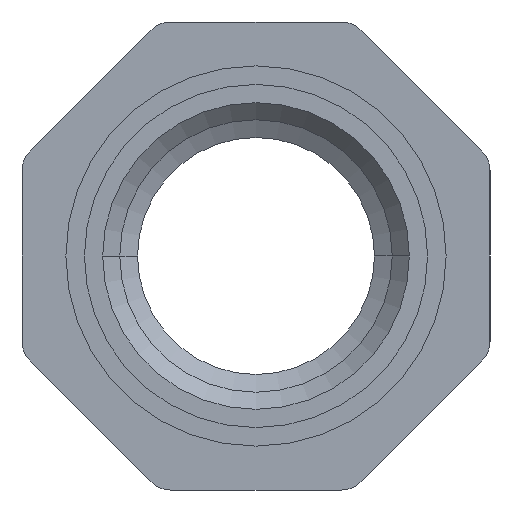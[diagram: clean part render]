
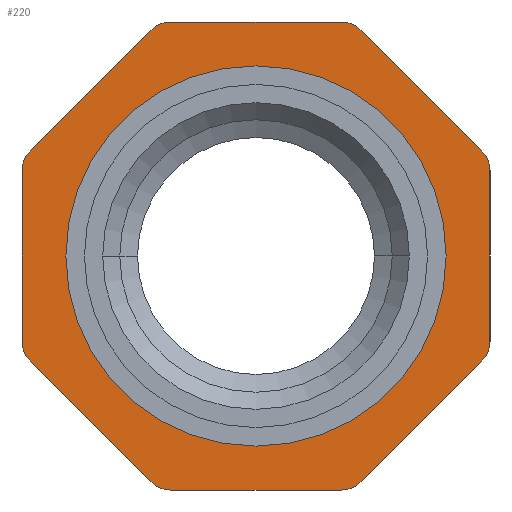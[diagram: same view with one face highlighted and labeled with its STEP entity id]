
A CAD part, left-side view. The second image highlights one B-rep face of the part: STEP entity #220.
In plain terms, the highlighted planar face has unit normal (-1, 0, 0).
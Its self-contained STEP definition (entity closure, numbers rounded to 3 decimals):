
#220 = ADVANCED_FACE( '', ( #618, #619 ), #620, .T. );
#228 = VERTEX_POINT( '', #628 );
#248 = EDGE_CURVE( '', #534, #350, #650, .T. );
#254 = VERTEX_POINT( '', #657 );
#256 = EDGE_CURVE( '', #440, #424, #659, .T. );
#266 = EDGE_CURVE( '', #350, #368, #669, .T. );
#288 = EDGE_CURVE( '', #554, #356, #695, .T. );
#290 = EDGE_CURVE( '', #528, #478, #697, .T. );
#292 = VERTEX_POINT( '', #699 );
#300 = EDGE_CURVE( '', #292, #534, #708, .T. );
#310 = VERTEX_POINT( '', #721 );
#330 = VERTEX_POINT( '', #745 );
#344 = EDGE_CURVE( '', #368, #330, #759, .T. );
#348 = VERTEX_POINT( '', #764 );
#350 = VERTEX_POINT( '', #766 );
#356 = VERTEX_POINT( '', #773 );
#358 = VERTEX_POINT( '', #775 );
#360 = EDGE_CURVE( '', #330, #528, #777, .T. );
#368 = VERTEX_POINT( '', #785 );
#408 = EDGE_CURVE( '', #356, #254, #829, .T. );
#418 = EDGE_CURVE( '', #424, #228, #840, .T. );
#424 = VERTEX_POINT( '', #847 );
#440 = VERTEX_POINT( '', #865 );
#454 = VERTEX_POINT( '', #881 );
#476 = EDGE_CURVE( '', #454, #502, #904, .T. );
#478 = VERTEX_POINT( '', #906 );
#480 = EDGE_CURVE( '', #348, #292, #908, .T. );
#482 = EDGE_CURVE( '', #478, #440, #910, .T. );
#494 = EDGE_CURVE( '', #228, #554, #924, .T. );
#502 = VERTEX_POINT( '', #933 );
#506 = EDGE_CURVE( '', #502, #348, #937, .T. );
#528 = VERTEX_POINT( '', #960 );
#534 = VERTEX_POINT( '', #967 );
#538 = EDGE_CURVE( '', #310, #358, #972, .T. );
#554 = VERTEX_POINT( '', #988 );
#558 = EDGE_CURVE( '', #358, #310, #992, .T. );
#582 = EDGE_CURVE( '', #254, #454, #1020, .T. );
#618 = FACE_OUTER_BOUND( '', #1048, .T. );
#619 = FACE_BOUND( '', #1049, .T. );
#620 = PLANE( '', #1050 );
#628 = CARTESIAN_POINT( '', ( -43., 5.84, 16. ) );
#650 = CIRCLE( '', #1094, 1.9 );
#657 = CARTESIAN_POINT( '', ( -43., 16., 5.84 ) );
#659 = CIRCLE( '', #1105, 1.9 );
#669 = LINE( '', #1122, #1123 );
#695 = LINE( '', #1159, #1160 );
#697 = CIRCLE( '', #1163, 1.9 );
#699 = CARTESIAN_POINT( '', ( -43., 5.84, -16. ) );
#708 = LINE( '', #1176, #1177 );
#721 = CARTESIAN_POINT( '', ( -43., 13., 0. ) );
#745 = CARTESIAN_POINT( '', ( -43., -16., -5.84 ) );
#759 = CIRCLE( '', #1241, 1.9 );
#764 = CARTESIAN_POINT( '', ( -43., 7.184, -15.444 ) );
#766 = CARTESIAN_POINT( '', ( -43., -7.184, -15.444 ) );
#773 = CARTESIAN_POINT( '', ( -43., 15.444, 7.184 ) );
#775 = CARTESIAN_POINT( '', ( -43., -13., 0. ) );
#777 = LINE( '', #1261, #1262 );
#785 = CARTESIAN_POINT( '', ( -43., -15.444, -7.184 ) );
#829 = CIRCLE( '', #1331, 1.9 );
#840 = LINE( '', #1347, #1348 );
#847 = CARTESIAN_POINT( '', ( -43., -5.84, 16. ) );
#865 = CARTESIAN_POINT( '', ( -43., -7.184, 15.444 ) );
#881 = CARTESIAN_POINT( '', ( -43., 16., -5.84 ) );
#904 = CIRCLE( '', #1438, 1.9 );
#906 = CARTESIAN_POINT( '', ( -43., -15.444, 7.184 ) );
#908 = CIRCLE( '', #1443, 1.9 );
#910 = LINE( '', #1446, #1447 );
#924 = CIRCLE( '', #1462, 1.9 );
#933 = CARTESIAN_POINT( '', ( -43., 15.444, -7.184 ) );
#937 = LINE( '', #1478, #1479 );
#960 = CARTESIAN_POINT( '', ( -43., -16., 5.84 ) );
#967 = CARTESIAN_POINT( '', ( -43., -5.84, -16. ) );
#972 = CIRCLE( '', #1518, 13. );
#988 = CARTESIAN_POINT( '', ( -43., 7.184, 15.444 ) );
#992 = CIRCLE( '', #1546, 13. );
#1020 = LINE( '', #1584, #1585 );
#1048 = EDGE_LOOP( '', ( #1622, #1623, #1624, #1625, #1626, #1627, #1628, #1629, #1630, #1631, #1632, #1633, #1634, #1635, #1636, #1637 ) );
#1049 = EDGE_LOOP( '', ( #1638, #1639 ) );
#1050 = AXIS2_PLACEMENT_3D( '', #1640, #1641, #1642 );
#1094 = AXIS2_PLACEMENT_3D( '', #1668, #1669, #1670 );
#1105 = AXIS2_PLACEMENT_3D( '', #1682, #1683, #1684 );
#1122 = CARTESIAN_POINT( '', ( -43., -9.087, -13.54 ) );
#1123 = VECTOR( '', #1688, 1. );
#1159 = CARTESIAN_POINT( '', ( -43., 17.67, 4.957 ) );
#1160 = VECTOR( '', #1728, 1. );
#1163 = AXIS2_PLACEMENT_3D( '', #1729, #1730, #1731 );
#1176 = CARTESIAN_POINT( '', ( -43., 5.663, -16. ) );
#1177 = VECTOR( '', #1743, 1. );
#1241 = AXIS2_PLACEMENT_3D( '', #1800, #1801, #1802 );
#1261 = CARTESIAN_POINT( '', ( -43., -16., 2.92 ) );
#1262 = VECTOR( '', #1822, 1. );
#1331 = AXIS2_PLACEMENT_3D( '', #1882, #1883, #1884 );
#1347 = CARTESIAN_POINT( '', ( -43., 11.504, 16. ) );
#1348 = VECTOR( '', #1895, 1. );
#1438 = AXIS2_PLACEMENT_3D( '', #1971, #1972, #1973 );
#1443 = AXIS2_PLACEMENT_3D( '', #1974, #1975, #1976 );
#1446 = CARTESIAN_POINT( '', ( -43., -4.957, 17.67 ) );
#1447 = VECTOR( '', #1977, 1. );
#1462 = AXIS2_PLACEMENT_3D( '', #1994, #1995, #1996 );
#1478 = CARTESIAN_POINT( '', ( -43., 13.54, -9.087 ) );
#1479 = VECTOR( '', #2006, 1. );
#1518 = AXIS2_PLACEMENT_3D( '', #2040, #2041, #2042 );
#1546 = AXIS2_PLACEMENT_3D( '', #2049, #2050, #2051 );
#1584 = CARTESIAN_POINT( '', ( -43., 16., -2.92 ) );
#1585 = VECTOR( '', #2091, 1. );
#1622 = ORIENTED_EDGE( '', *, *, #418, .T. );
#1623 = ORIENTED_EDGE( '', *, *, #494, .T. );
#1624 = ORIENTED_EDGE( '', *, *, #288, .T. );
#1625 = ORIENTED_EDGE( '', *, *, #408, .T. );
#1626 = ORIENTED_EDGE( '', *, *, #582, .T. );
#1627 = ORIENTED_EDGE( '', *, *, #476, .T. );
#1628 = ORIENTED_EDGE( '', *, *, #506, .T. );
#1629 = ORIENTED_EDGE( '', *, *, #480, .T. );
#1630 = ORIENTED_EDGE( '', *, *, #300, .T. );
#1631 = ORIENTED_EDGE( '', *, *, #248, .T. );
#1632 = ORIENTED_EDGE( '', *, *, #266, .T. );
#1633 = ORIENTED_EDGE( '', *, *, #344, .T. );
#1634 = ORIENTED_EDGE( '', *, *, #360, .T. );
#1635 = ORIENTED_EDGE( '', *, *, #290, .T. );
#1636 = ORIENTED_EDGE( '', *, *, #482, .T. );
#1637 = ORIENTED_EDGE( '', *, *, #256, .T. );
#1638 = ORIENTED_EDGE( '', *, *, #538, .F. );
#1639 = ORIENTED_EDGE( '', *, *, #558, .F. );
#1640 = CARTESIAN_POINT( '', ( -43., 17.167, 0. ) );
#1641 = DIRECTION( '', ( -1., 0., 0. ) );
#1642 = DIRECTION( '', ( 0., 1., 0. ) );
#1668 = CARTESIAN_POINT( '', ( -43., -5.84, -14.1 ) );
#1669 = DIRECTION( '', ( -1., 0., 0. ) );
#1670 = DIRECTION( '', ( 0., -0.707, -0.707 ) );
#1682 = CARTESIAN_POINT( '', ( -43., -5.84, 14.1 ) );
#1683 = DIRECTION( '', ( -1., 0., 0. ) );
#1684 = DIRECTION( '', ( 0., 0., 1. ) );
#1688 = DIRECTION( '', ( 0., -0.707, 0.707 ) );
#1728 = DIRECTION( '', ( 0., 0.707, -0.707 ) );
#1729 = CARTESIAN_POINT( '', ( -43., -14.1, 5.84 ) );
#1730 = DIRECTION( '', ( -1., 0., 0. ) );
#1731 = DIRECTION( '', ( 0., -0.707, 0.707 ) );
#1743 = DIRECTION( '', ( 0., -1., 0. ) );
#1800 = CARTESIAN_POINT( '', ( -43., -14.1, -5.84 ) );
#1801 = DIRECTION( '', ( -1., 0., 0. ) );
#1802 = DIRECTION( '', ( 0., -1., 0. ) );
#1822 = DIRECTION( '', ( 0., 0., 1. ) );
#1882 = CARTESIAN_POINT( '', ( -43., 14.1, 5.84 ) );
#1883 = DIRECTION( '', ( -1., 0., 0. ) );
#1884 = DIRECTION( '', ( 0., 1., 0. ) );
#1895 = DIRECTION( '', ( 0., 1., 0. ) );
#1971 = CARTESIAN_POINT( '', ( -43., 14.1, -5.84 ) );
#1972 = DIRECTION( '', ( -1., 0., 0. ) );
#1973 = DIRECTION( '', ( 0., 0.707, -0.707 ) );
#1974 = CARTESIAN_POINT( '', ( -43., 5.84, -14.1 ) );
#1975 = DIRECTION( '', ( -1., 0., 0. ) );
#1976 = DIRECTION( '', ( 0., 0., -1. ) );
#1977 = DIRECTION( '', ( 0., 0.707, 0.707 ) );
#1994 = CARTESIAN_POINT( '', ( -43., 5.84, 14.1 ) );
#1995 = DIRECTION( '', ( -1., 0., 0. ) );
#1996 = DIRECTION( '', ( 0., 0.707, 0.707 ) );
#2006 = DIRECTION( '', ( 0., -0.707, -0.707 ) );
#2040 = CARTESIAN_POINT( '', ( -43., 0., 0. ) );
#2041 = DIRECTION( '', ( -1., 0., 0. ) );
#2042 = DIRECTION( '', ( 0., 1., 0. ) );
#2049 = CARTESIAN_POINT( '', ( -43., 0., 0. ) );
#2050 = DIRECTION( '', ( -1., 0., 0. ) );
#2051 = DIRECTION( '', ( 0., 1., 0. ) );
#2091 = DIRECTION( '', ( 0., 0., -1. ) );
